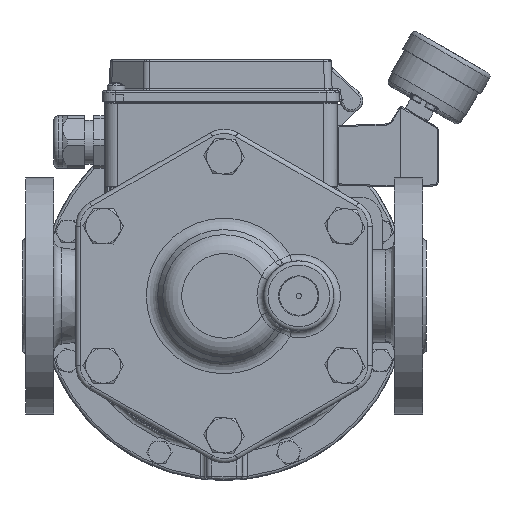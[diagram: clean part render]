
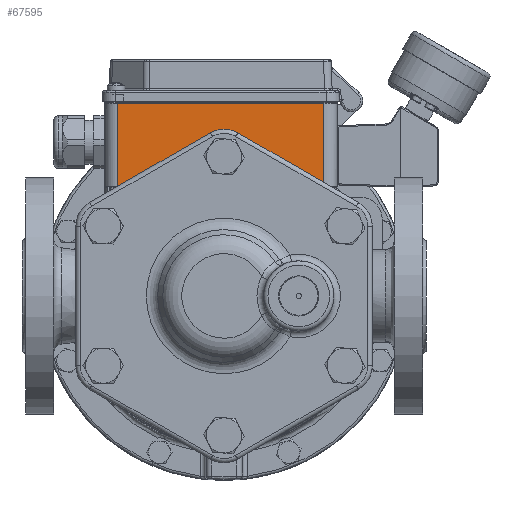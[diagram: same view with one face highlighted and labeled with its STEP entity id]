
A CAD part, front view. The second image highlights one B-rep face of the part: STEP entity #67595.
In plain terms, the highlighted planar face has unit normal (0, -1, -0.018).
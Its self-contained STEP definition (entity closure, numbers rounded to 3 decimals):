
#6573=PLANE('',#73881);
#10687=FACE_OUTER_BOUND('',#14781,.T.);
#14781=EDGE_LOOP('',(#54650,#54651,#54652,#54653));
#18902=LINE('',#127304,#22951);
#18911=LINE('',#127374,#22960);
#18912=LINE('',#127377,#22961);
#18913=LINE('',#127378,#22962);
#22951=VECTOR('',#87998,37.803);
#22960=VECTOR('',#88021,37.803);
#22961=VECTOR('',#88026,94.);
#22962=VECTOR('',#88027,94.);
#30181=VERTEX_POINT('',#127302);
#30182=VERTEX_POINT('',#127303);
#30195=VERTEX_POINT('',#127362);
#30196=VERTEX_POINT('',#127373);
#38819=EDGE_CURVE('',#30181,#30182,#18902,.T.);
#38835=EDGE_CURVE('',#30196,#30195,#18911,.T.);
#38837=EDGE_CURVE('',#30195,#30181,#18912,.T.);
#38838=EDGE_CURVE('',#30182,#30196,#18913,.T.);
#54650=ORIENTED_EDGE('',*,*,#38835,.T.);
#54651=ORIENTED_EDGE('',*,*,#38837,.T.);
#54652=ORIENTED_EDGE('',*,*,#38819,.T.);
#54653=ORIENTED_EDGE('',*,*,#38838,.T.);
#67595=ADVANCED_FACE('',(#10687),#6573,.T.);
#73881=AXIS2_PLACEMENT_3D('',#127376,#88024,#88025);
#87998=DIRECTION('',(0.,0.018,-1.));
#88021=DIRECTION('',(0.,-0.018,1.));
#88024=DIRECTION('center_axis',(0.,-1.,
-0.018));
#88025=DIRECTION('ref_axis',(0.,0.018,-1.));
#88026=DIRECTION('',(-1.,0.,0.));
#88027=DIRECTION('',(1.,0.,0.));
#127302=CARTESIAN_POINT('',(-44.92,145.358,87.846));
#127303=CARTESIAN_POINT('',(-44.92,146.051,50.05));
#127304=CARTESIAN_POINT('',(-44.92,146.051,50.05));
#127362=CARTESIAN_POINT('',(49.08,145.358,87.846));
#127373=CARTESIAN_POINT('',(49.08,146.051,50.05));
#127374=CARTESIAN_POINT('',(49.08,146.051,50.05));
#127376=CARTESIAN_POINT('Origin',(-50.92,146.051,50.05));
#127377=CARTESIAN_POINT('',(-44.92,145.358,87.846));
#127378=CARTESIAN_POINT('',(-50.92,146.051,50.05));
